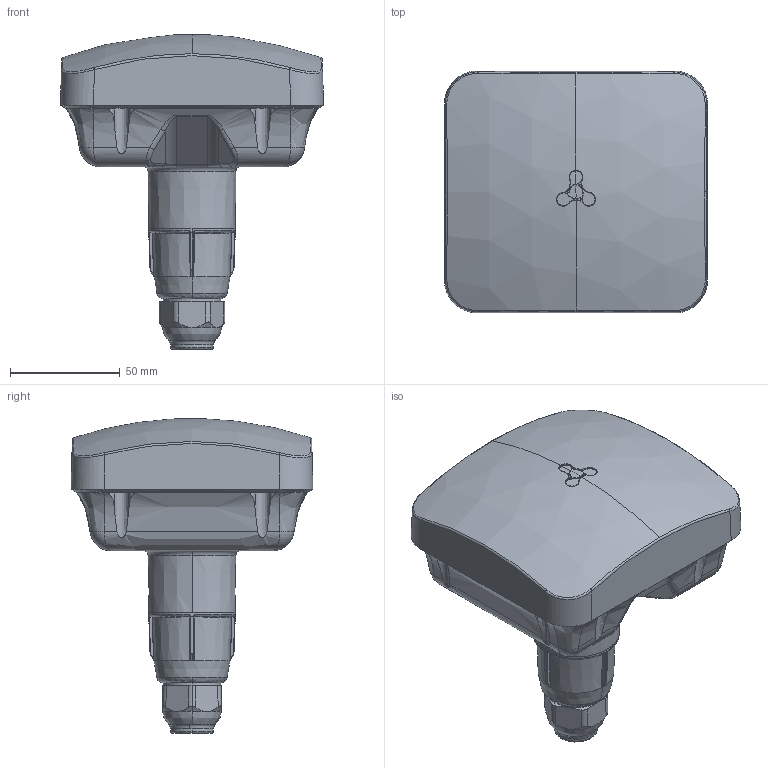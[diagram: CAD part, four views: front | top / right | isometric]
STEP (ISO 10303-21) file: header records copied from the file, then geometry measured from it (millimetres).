
FILE_DESCRIPTION (( 'STEP AP214' ), '1' );
FILE_NAME ('WB-3P-PTP5.STEP', '2025-06-10T10:36:56', ( '' ), ( '' ), 'SwSTEP 2.0', 'SolidWorks 2023', '' );
FILE_SCHEMA (( 'AUTOMOTIVE_DESIGN' ));
Length unit declared in the file: millimetre
Products named in the file (12): _WB-3P-PTP2.031.white; __Plastic case WB-3P-PTP5(6) white; _WB-3P-PTP2.030.white; WB-3P-PTP5; _WB-3P-PTP5(6).010.white; _WB-3P-PTP2.032.white; _WB-3P-PTP5(6).021.white; _WB-3P-PTP5(6).020.white; _WB-3P-PTP2.033.white; _WB-3P-PTP5(6).022.white; _WB-3P-PTP5(6).011.white; _WB-3P-PTP2.034.white
Assembly tree (11 placements, depth 4):
  WB-3P-PTP5
    __Plastic case WB-3P-PTP5(6) white
      _WB-3P-PTP5(6).010.white
        _WB-3P-PTP5(6).011.white
      _WB-3P-PTP5(6).020.white
        _WB-3P-PTP5(6).021.white
        _WB-3P-PTP5(6).022.white
      _WB-3P-PTP2.030.white
        _WB-3P-PTP2.031.white
        _WB-3P-PTP2.032.white
        _WB-3P-PTP2.033.white
        _WB-3P-PTP2.034.white
Bounding box: 119.6 x 110 x 143.2 mm (x, y, z)
Volume: 151729.1 mm3; surface area: 134969.8 mm2
Topology: 7 solids, 7 shells, 3727 faces, 9010 edges, 5259 vertices
Faces by surface type: bspline 1860, cylinder 535, plane 432, torus 340, cone 332, sphere 228
Entity records: 233158 total; most frequent: CARTESIAN_POINT 162243, ORIENTED_EDGE 17814, DIRECTION 10917, EDGE_CURVE 8907, VERTEX_POINT 5215, AXIS2_PLACEMENT_3D 4710, B_SPLINE_CURVE_WITH_KNOTS 3925, EDGE_LOOP 3784
